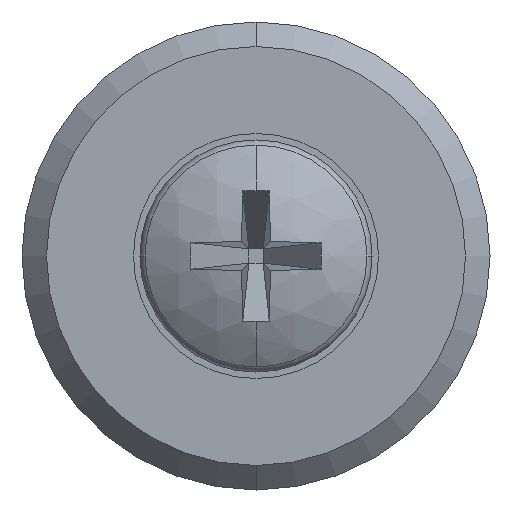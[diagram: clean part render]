
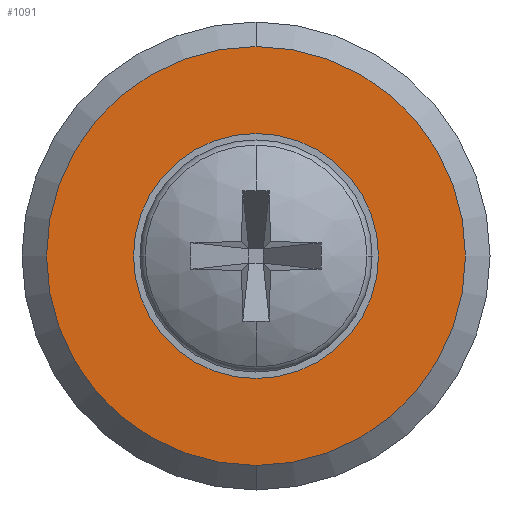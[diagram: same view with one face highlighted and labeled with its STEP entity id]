
A CAD part, front view. The second image highlights one B-rep face of the part: STEP entity #1091.
In plain terms, the highlighted planar face has unit normal (0, -1, 0).
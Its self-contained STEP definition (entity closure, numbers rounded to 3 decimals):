
#24 = DIRECTION ( 'NONE',  ( 0., -1., 0. ) ) ;
#76 = CARTESIAN_POINT ( 'NONE',  ( 0., 0., 0. ) ) ;
#132 = CARTESIAN_POINT ( 'NONE',  ( 0., 0., 8.55 ) ) ;
#184 = VERTEX_POINT ( 'NONE', #1140 ) ;
#194 = PLANE ( 'NONE',  #592 ) ;
#225 = DIRECTION ( 'NONE',  ( 0., 1., 0. ) ) ;
#231 = ORIENTED_EDGE ( 'NONE', *, *, #901, .F. ) ;
#253 = CARTESIAN_POINT ( 'NONE',  ( 0., 0., 2.553 ) ) ;
#258 = EDGE_CURVE ( 'NONE', #889, #184, #1379, .T. ) ;
#280 = FACE_OUTER_BOUND ( 'NONE', #432, .T. ) ;
#352 = FACE_BOUND ( 'NONE', #1047, .T. ) ;
#432 = EDGE_LOOP ( 'NONE', ( #830, #1292 ) ) ;
#442 = DIRECTION ( 'NONE',  ( 0., -1., 0. ) ) ;
#491 = DIRECTION ( 'NONE',  ( 0., 0., 1. ) ) ;
#523 = EDGE_CURVE ( 'NONE', #726, #535, #1357, .T. ) ;
#535 = VERTEX_POINT ( 'NONE', #1010 ) ;
#549 = DIRECTION ( 'NONE',  ( 0., -1., 0. ) ) ;
#563 = AXIS2_PLACEMENT_3D ( 'NONE', #76, #749, #1352 ) ;
#565 = CARTESIAN_POINT ( 'NONE',  ( 0., 0., 0. ) ) ;
#592 = AXIS2_PLACEMENT_3D ( 'NONE', #565, #225, #491 ) ;
#726 = VERTEX_POINT ( 'NONE', #132 ) ;
#749 = DIRECTION ( 'NONE',  ( 0., -1., 0. ) ) ;
#792 = AXIS2_PLACEMENT_3D ( 'NONE', #1019, #442, #1060 ) ;
#830 = ORIENTED_EDGE ( 'NONE', *, *, #523, .T. ) ;
#867 = EDGE_CURVE ( 'NONE', #535, #726, #898, .T. ) ;
#889 = VERTEX_POINT ( 'NONE', #253 ) ;
#898 = CIRCLE ( 'NONE', #792, 8.55 ) ;
#901 = EDGE_CURVE ( 'NONE', #184, #889, #1460, .T. ) ;
#917 = DIRECTION ( 'NONE',  ( 0., 0., -1. ) ) ;
#1010 = CARTESIAN_POINT ( 'NONE',  ( 0., 0., -8.55 ) ) ;
#1019 = CARTESIAN_POINT ( 'NONE',  ( 0., 0., 0. ) ) ;
#1047 = EDGE_LOOP ( 'NONE', ( #231, #1275 ) ) ;
#1060 = DIRECTION ( 'NONE',  ( 0., 0., 1. ) ) ;
#1066 = AXIS2_PLACEMENT_3D ( 'NONE', #1370, #24, #917 ) ;
#1091 = ADVANCED_FACE ( 'NONE', ( #280, #352 ), #194, .F. ) ;
#1140 = CARTESIAN_POINT ( 'NONE',  ( 0., 0., -2.553 ) ) ;
#1171 = CARTESIAN_POINT ( 'NONE',  ( 0., 0., 0. ) ) ;
#1202 = AXIS2_PLACEMENT_3D ( 'NONE', #1171, #549, #1231 ) ;
#1231 = DIRECTION ( 'NONE',  ( 0., 0., -1. ) ) ;
#1275 = ORIENTED_EDGE ( 'NONE', *, *, #258, .F. ) ;
#1292 = ORIENTED_EDGE ( 'NONE', *, *, #867, .T. ) ;
#1352 = DIRECTION ( 'NONE',  ( 0., 0., 1. ) ) ;
#1357 = CIRCLE ( 'NONE', #563, 8.55 ) ;
#1370 = CARTESIAN_POINT ( 'NONE',  ( 0., 0., 0. ) ) ;
#1379 = CIRCLE ( 'NONE', #1066, 2.553 ) ;
#1460 = CIRCLE ( 'NONE', #1202, 2.553 ) ;
